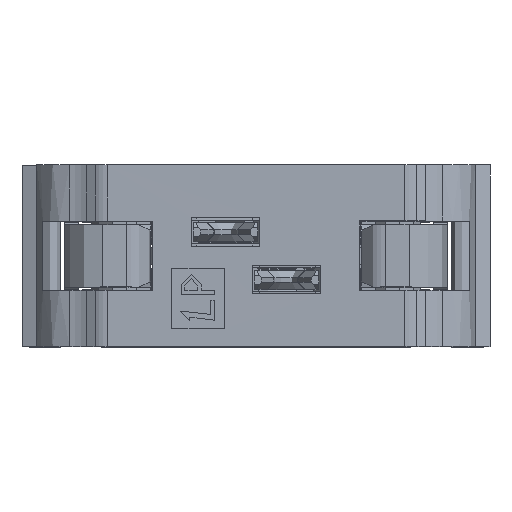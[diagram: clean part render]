
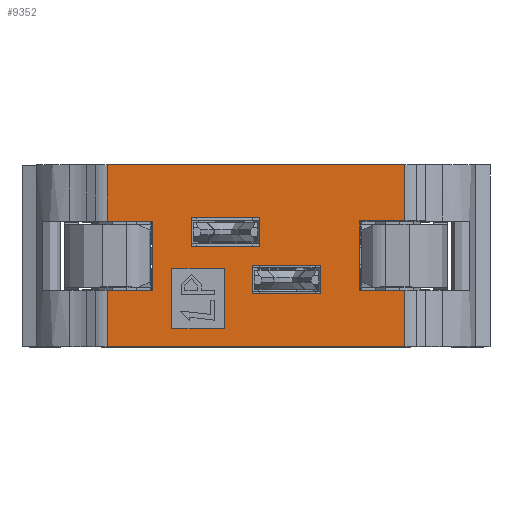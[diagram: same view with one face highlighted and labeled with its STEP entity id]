
A CAD part, top view. The second image highlights one B-rep face of the part: STEP entity #9352.
In plain terms, the highlighted planar face has unit normal (0, 0.001, 1).
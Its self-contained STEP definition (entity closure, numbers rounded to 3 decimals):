
#905=CARTESIAN_POINT('',(1.35,-0.194,10.4));
#906=VERTEX_POINT('',#905);
#907=CARTESIAN_POINT('',(-0.08,-0.195,10.4));
#908=VERTEX_POINT('',#907);
#909=CARTESIAN_POINT('',(1.35,-0.194,10.4));
#910=DIRECTION('',(-1.,-0.001,0.));
#911=VECTOR('',#910,1.43);
#912=LINE('',#909,#911);
#913=EDGE_CURVE('',#906,#908,#912,.T.);
#969=CARTESIAN_POINT('',(0.08,0.206,10.4));
#970=VERTEX_POINT('',#969);
#977=CARTESIAN_POINT('',(0.08,0.806,10.4));
#978=VERTEX_POINT('',#977);
#979=CARTESIAN_POINT('',(0.08,0.206,10.4));
#980=DIRECTION('',(0.,1.,-0.001));
#981=VECTOR('',#980,0.6);
#982=LINE('',#979,#981);
#983=EDGE_CURVE('',#970,#978,#982,.T.);
#1507=CARTESIAN_POINT('',(3.116,1.906,10.399));
#1508=VERTEX_POINT('',#1507);
#2062=CARTESIAN_POINT('',(-3.116,1.905,10.4));
#2063=VERTEX_POINT('',#2062);
#2071=CARTESIAN_POINT('',(-3.116,1.905,10.4));
#2072=DIRECTION('',(1.,0.,0.));
#2073=VECTOR('',#2072,6.232);
#2074=LINE('',#2071,#2073);
#2075=EDGE_CURVE('',#2063,#1508,#2074,.T.);
#2216=CARTESIAN_POINT('',(1.35,-0.794,10.4));
#2217=VERTEX_POINT('',#2216);
#2224=CARTESIAN_POINT('',(1.35,-0.794,10.4));
#2225=DIRECTION('',(0.,1.,-0.001));
#2226=VECTOR('',#2225,0.6);
#2227=LINE('',#2224,#2226);
#2228=EDGE_CURVE('',#2217,#906,#2227,.T.);
#3712=CARTESIAN_POINT('',(3.116,-0.719,10.4));
#3713=VERTEX_POINT('',#3712);
#3721=CARTESIAN_POINT('',(3.116,-1.894,10.401));
#3722=VERTEX_POINT('',#3721);
#3723=CARTESIAN_POINT('',(3.116,-0.719,10.4));
#3724=DIRECTION('',(0.,-1.,0.001));
#3725=VECTOR('',#3724,1.175);
#3726=LINE('',#3723,#3725);
#3727=EDGE_CURVE('',#3713,#3722,#3726,.T.);
#4198=CARTESIAN_POINT('',(3.116,0.731,10.4));
#4199=VERTEX_POINT('',#4198);
#4200=CARTESIAN_POINT('',(3.116,1.906,10.399));
#4201=DIRECTION('',(0.,-1.,0.001));
#4202=VECTOR('',#4201,1.175);
#4203=LINE('',#4200,#4202);
#4204=EDGE_CURVE('',#1508,#4199,#4203,.T.);
#4400=CARTESIAN_POINT('',(-0.08,-0.795,10.4));
#4401=VERTEX_POINT('',#4400);
#4408=CARTESIAN_POINT('',(-0.08,-0.795,10.4));
#4409=DIRECTION('',(1.,0.001,0.));
#4410=VECTOR('',#4409,1.43);
#4411=LINE('',#4408,#4410);
#4412=EDGE_CURVE('',#4401,#2217,#4411,.T.);
#4449=CARTESIAN_POINT('',(2.17,-0.719,10.4));
#4450=VERTEX_POINT('',#4449);
#4457=CARTESIAN_POINT('',(2.17,-0.719,10.4));
#4458=DIRECTION('',(1.,0.,0.));
#4459=VECTOR('',#4458,0.946);
#4460=LINE('',#4457,#4459);
#4461=EDGE_CURVE('',#4450,#3713,#4460,.T.);
#4523=CARTESIAN_POINT('',(2.17,0.731,10.4));
#4524=VERTEX_POINT('',#4523);
#4531=CARTESIAN_POINT('',(2.17,0.731,10.4));
#4532=DIRECTION('',(0.,-1.,0.001));
#4533=VECTOR('',#4532,1.45);
#4534=LINE('',#4531,#4533);
#4535=EDGE_CURVE('',#4524,#4450,#4534,.T.);
#4584=CARTESIAN_POINT('',(3.116,0.731,10.4));
#4585=DIRECTION('',(-1.,0.,0.));
#4586=VECTOR('',#4585,0.946);
#4587=LINE('',#4584,#4586);
#4588=EDGE_CURVE('',#4199,#4524,#4587,.T.);
#5709=CARTESIAN_POINT('',(-1.35,0.805,10.4));
#5710=VERTEX_POINT('',#5709);
#5717=CARTESIAN_POINT('',(-1.35,0.205,10.4));
#5718=VERTEX_POINT('',#5717);
#5719=CARTESIAN_POINT('',(-1.35,0.805,10.4));
#5720=DIRECTION('',(0.,-1.,0.));
#5721=VECTOR('',#5720,0.6);
#5722=LINE('',#5719,#5721);
#5723=EDGE_CURVE('',#5710,#5718,#5722,.T.);
#6231=CARTESIAN_POINT('',(0.08,0.806,10.4));
#6232=DIRECTION('',(-1.,-0.001,0.));
#6233=VECTOR('',#6232,1.43);
#6234=LINE('',#6231,#6233);
#6235=EDGE_CURVE('',#978,#5710,#6234,.T.);
#6245=CARTESIAN_POINT('',(-1.35,0.205,10.4));
#6246=DIRECTION('',(1.,0.001,0.));
#6247=VECTOR('',#6246,1.43);
#6248=LINE('',#6245,#6247);
#6249=EDGE_CURVE('',#5718,#970,#6248,.T.);
#6580=CARTESIAN_POINT('',(-0.08,-0.195,10.4));
#6581=DIRECTION('',(0.,-1.,0.));
#6582=VECTOR('',#6581,0.6);
#6583=LINE('',#6580,#6582);
#6584=EDGE_CURVE('',#908,#4401,#6583,.T.);
#6885=CARTESIAN_POINT('',(-3.116,-1.895,10.4));
#6886=VERTEX_POINT('',#6885);
#6894=CARTESIAN_POINT('',(-3.116,-0.72,10.4));
#6895=VERTEX_POINT('',#6894);
#6896=CARTESIAN_POINT('',(-3.116,-1.895,10.4));
#6897=DIRECTION('',(0.,1.,0.));
#6898=VECTOR('',#6897,1.175);
#6899=LINE('',#6896,#6898);
#6900=EDGE_CURVE('',#6886,#6895,#6899,.T.);
#7932=CARTESIAN_POINT('',(-3.116,0.73,10.4));
#7933=VERTEX_POINT('',#7932);
#7941=CARTESIAN_POINT('',(-3.116,0.73,10.4));
#7942=DIRECTION('',(0.,1.,0.));
#7943=VECTOR('',#7942,1.175);
#7944=LINE('',#7941,#7943);
#7945=EDGE_CURVE('',#7933,#2063,#7944,.T.);
#8060=CARTESIAN_POINT('',(-2.17,0.73,10.4));
#8061=VERTEX_POINT('',#8060);
#8068=CARTESIAN_POINT('',(-2.17,0.73,10.4));
#8069=DIRECTION('',(-1.,0.,0.));
#8070=VECTOR('',#8069,0.946);
#8071=LINE('',#8068,#8070);
#8072=EDGE_CURVE('',#8061,#7933,#8071,.T.);
#8096=CARTESIAN_POINT('',(-2.17,-0.72,10.4));
#8097=VERTEX_POINT('',#8096);
#8104=CARTESIAN_POINT('',(-2.17,-0.72,10.4));
#8105=DIRECTION('',(0.,1.,0.));
#8106=VECTOR('',#8105,1.45);
#8107=LINE('',#8104,#8106);
#8108=EDGE_CURVE('',#8097,#8061,#8107,.T.);
#8195=CARTESIAN_POINT('',(-3.116,-0.72,10.4));
#8196=DIRECTION('',(1.,0.,0.));
#8197=VECTOR('',#8196,0.946);
#8198=LINE('',#8195,#8197);
#8199=EDGE_CURVE('',#6895,#8097,#8198,.T.);
#9282=CARTESIAN_POINT('',(-5.65,0.005,10.4));
#9283=DIRECTION('',(0.,-1.,0.001));
#9284=DIRECTION('',(0.,0.001,1.));
#9285=AXIS2_PLACEMENT_3D('',#9282,#9284,#9283);
#9286=PLANE('',#9285);
#9287=ORIENTED_EDGE('',*,*,#3727,.F.);
#9288=ORIENTED_EDGE('',*,*,#4461,.F.);
#9289=ORIENTED_EDGE('',*,*,#4535,.F.);
#9290=ORIENTED_EDGE('',*,*,#4588,.F.);
#9291=ORIENTED_EDGE('',*,*,#4204,.F.);
#9292=ORIENTED_EDGE('',*,*,#2075,.F.);
#9293=ORIENTED_EDGE('',*,*,#7945,.F.);
#9294=ORIENTED_EDGE('',*,*,#8072,.F.);
#9295=ORIENTED_EDGE('',*,*,#8108,.F.);
#9296=ORIENTED_EDGE('',*,*,#8199,.F.);
#9297=ORIENTED_EDGE('',*,*,#6900,.F.);
#9298=CARTESIAN_POINT('',(-3.116,-1.895,10.4));
#9299=DIRECTION('',(1.,0.,0.));
#9300=VECTOR('',#9299,6.232);
#9301=LINE('',#9298,#9300);
#9302=EDGE_CURVE('',#6886,#3722,#9301,.T.);
#9303=ORIENTED_EDGE('',*,*,#9302,.T.);
#9304=EDGE_LOOP('',(#9287,#9288,#9289,#9290,#9291,#9292,#9293,#9294,#9295,#9296,#9297,#9303));
#9305=FACE_OUTER_BOUND('',#9304,.T.);
#9306=ORIENTED_EDGE('',*,*,#6584,.F.);
#9307=ORIENTED_EDGE('',*,*,#913,.F.);
#9308=ORIENTED_EDGE('',*,*,#2228,.F.);
#9309=ORIENTED_EDGE('',*,*,#4412,.F.);
#9310=EDGE_LOOP('',(#9306,#9307,#9308,#9309));
#9311=FACE_BOUND('',#9310,.T.);
#9312=ORIENTED_EDGE('',*,*,#983,.F.);
#9313=ORIENTED_EDGE('',*,*,#6249,.F.);
#9314=ORIENTED_EDGE('',*,*,#5723,.F.);
#9315=ORIENTED_EDGE('',*,*,#6235,.F.);
#9316=EDGE_LOOP('',(#9312,#9313,#9314,#9315));
#9317=FACE_BOUND('',#9316,.T.);
#9318=CARTESIAN_POINT('',(-1.761,-0.254,10.4));
#9319=VERTEX_POINT('',#9318);
#9320=CARTESIAN_POINT('',(-0.661,-0.254,10.4));
#9321=VERTEX_POINT('',#9320);
#9322=CARTESIAN_POINT('',(-1.761,-0.254,10.4));
#9323=DIRECTION('',(1.,0.,0.));
#9324=VECTOR('',#9323,1.1);
#9325=LINE('',#9322,#9324);
#9326=EDGE_CURVE('',#9319,#9321,#9325,.T.);
#9327=ORIENTED_EDGE('',*,*,#9326,.T.);
#9328=CARTESIAN_POINT('',(-0.661,-1.528,10.401));
#9329=VERTEX_POINT('',#9328);
#9330=CARTESIAN_POINT('',(-0.661,-0.254,10.4));
#9331=DIRECTION('',(0.,-1.,0.001));
#9332=VECTOR('',#9331,1.274);
#9333=LINE('',#9330,#9332);
#9334=EDGE_CURVE('',#9321,#9329,#9333,.T.);
#9335=ORIENTED_EDGE('',*,*,#9334,.T.);
#9336=CARTESIAN_POINT('',(-1.761,-1.528,10.401));
#9337=VERTEX_POINT('',#9336);
#9338=CARTESIAN_POINT('',(-0.661,-1.528,10.401));
#9339=DIRECTION('',(-1.,0.,0.));
#9340=VECTOR('',#9339,1.1);
#9341=LINE('',#9338,#9340);
#9342=EDGE_CURVE('',#9329,#9337,#9341,.T.);
#9343=ORIENTED_EDGE('',*,*,#9342,.T.);
#9344=CARTESIAN_POINT('',(-1.761,-1.528,10.401));
#9345=DIRECTION('',(0.,1.,-0.001));
#9346=VECTOR('',#9345,1.274);
#9347=LINE('',#9344,#9346);
#9348=EDGE_CURVE('',#9337,#9319,#9347,.T.);
#9349=ORIENTED_EDGE('',*,*,#9348,.T.);
#9350=EDGE_LOOP('',(#9327,#9335,#9343,#9349));
#9351=FACE_BOUND('',#9350,.T.);
#9352=ADVANCED_FACE('',(#9305,#9311,#9317,#9351),#9286,.T.);
